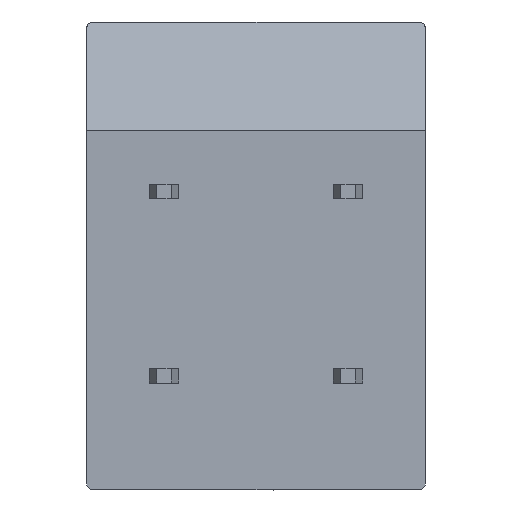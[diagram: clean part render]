
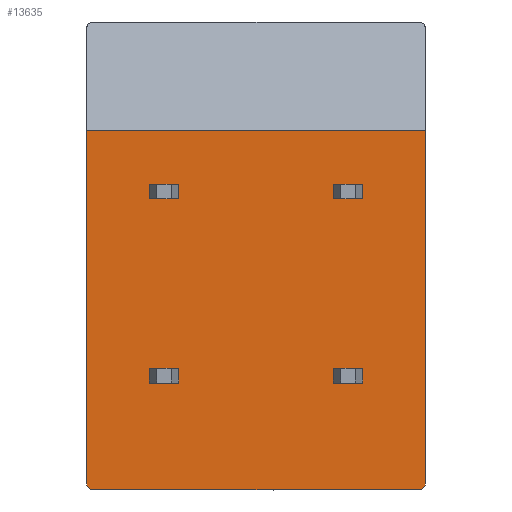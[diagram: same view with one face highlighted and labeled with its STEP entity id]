
A CAD part, left-side view. The second image highlights one B-rep face of the part: STEP entity #13635.
In plain terms, the highlighted planar face has unit normal (-1, 0, 0).
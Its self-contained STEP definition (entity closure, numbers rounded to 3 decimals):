
#481=CIRCLE('',#14383,0.2);
#489=CIRCLE('',#14418,0.2);
#2861=ORIENTED_EDGE('',*,*,#4709,.F.);
#2862=ORIENTED_EDGE('',*,*,#4789,.F.);
#2863=ORIENTED_EDGE('',*,*,#4790,.T.);
#2864=ORIENTED_EDGE('',*,*,#4791,.F.);
#2865=ORIENTED_EDGE('',*,*,#4792,.F.);
#2866=ORIENTED_EDGE('',*,*,#4729,.F.);
#2867=ORIENTED_EDGE('',*,*,#4679,.F.);
#2868=ORIENTED_EDGE('',*,*,#3689,.T.);
#2869=ORIENTED_EDGE('',*,*,#4683,.T.);
#2870=ORIENTED_EDGE('',*,*,#4681,.T.);
#2871=ORIENTED_EDGE('',*,*,#4793,.F.);
#2872=ORIENTED_EDGE('',*,*,#4794,.T.);
#2873=ORIENTED_EDGE('',*,*,#4795,.T.);
#2874=ORIENTED_EDGE('',*,*,#4796,.T.);
#2875=ORIENTED_EDGE('',*,*,#4797,.F.);
#2876=ORIENTED_EDGE('',*,*,#4798,.T.);
#2877=ORIENTED_EDGE('',*,*,#4799,.T.);
#2878=ORIENTED_EDGE('',*,*,#4800,.T.);
#2879=ORIENTED_EDGE('',*,*,#3685,.T.);
#2880=ORIENTED_EDGE('',*,*,#4678,.T.);
#2881=ORIENTED_EDGE('',*,*,#4676,.T.);
#2882=ORIENTED_EDGE('',*,*,#4674,.F.);
#3685=EDGE_CURVE('',#5167,#5168,#6148,.T.);
#3689=EDGE_CURVE('',#5171,#5172,#6152,.T.);
#4674=EDGE_CURVE('',#5167,#5832,#6768,.T.);
#4676=EDGE_CURVE('',#5833,#5832,#6770,.T.);
#4678=EDGE_CURVE('',#5168,#5833,#6772,.T.);
#4679=EDGE_CURVE('',#5171,#5834,#6773,.T.);
#4681=EDGE_CURVE('',#5835,#5834,#6775,.T.);
#4683=EDGE_CURVE('',#5172,#5835,#6777,.T.);
#4709=EDGE_CURVE('',#5853,#5855,#6791,.T.);
#4729=EDGE_CURVE('',#5855,#5867,#481,.T.);
#4789=EDGE_CURVE('',#5909,#5853,#6848,.T.);
#4790=EDGE_CURVE('',#5909,#5910,#6849,.T.);
#4791=EDGE_CURVE('',#5911,#5910,#489,.T.);
#4792=EDGE_CURVE('',#5867,#5911,#6850,.T.);
#4793=EDGE_CURVE('',#5912,#5913,#6851,.T.);
#4794=EDGE_CURVE('',#5912,#5914,#6852,.T.);
#4795=EDGE_CURVE('',#5914,#5915,#6853,.T.);
#4796=EDGE_CURVE('',#5915,#5913,#6854,.T.);
#4797=EDGE_CURVE('',#5916,#5917,#6855,.T.);
#4798=EDGE_CURVE('',#5916,#5918,#6856,.T.);
#4799=EDGE_CURVE('',#5918,#5919,#6857,.T.);
#4800=EDGE_CURVE('',#5919,#5917,#6858,.T.);
#5167=VERTEX_POINT('',#17301);
#5168=VERTEX_POINT('',#17302);
#5171=VERTEX_POINT('',#17310);
#5172=VERTEX_POINT('',#17311);
#5832=VERTEX_POINT('',#19781);
#5833=VERTEX_POINT('',#19785);
#5834=VERTEX_POINT('',#19791);
#5835=VERTEX_POINT('',#19795);
#5853=VERTEX_POINT('',#19921);
#5855=VERTEX_POINT('',#19924);
#5867=VERTEX_POINT('',#19966);
#5909=VERTEX_POINT('',#20093);
#5910=VERTEX_POINT('',#20095);
#5911=VERTEX_POINT('',#20097);
#5912=VERTEX_POINT('',#20100);
#5913=VERTEX_POINT('',#20101);
#5914=VERTEX_POINT('',#20103);
#5915=VERTEX_POINT('',#20105);
#5916=VERTEX_POINT('',#20108);
#5917=VERTEX_POINT('',#20109);
#5918=VERTEX_POINT('',#20111);
#5919=VERTEX_POINT('',#20113);
#6148=LINE('',#17300,#7114);
#6152=LINE('',#17309,#7118);
#6768=LINE('',#19780,#7734);
#6770=LINE('',#19784,#7736);
#6772=LINE('',#19788,#7738);
#6773=LINE('',#19790,#7739);
#6775=LINE('',#19794,#7741);
#6777=LINE('',#19798,#7743);
#6791=LINE('',#19923,#7757);
#6848=LINE('',#20092,#7814);
#6849=LINE('',#20094,#7815);
#6850=LINE('',#20098,#7816);
#6851=LINE('',#20099,#7817);
#6852=LINE('',#20102,#7818);
#6853=LINE('',#20104,#7819);
#6854=LINE('',#20106,#7820);
#6855=LINE('',#20107,#7821);
#6856=LINE('',#20110,#7822);
#6857=LINE('',#20112,#7823);
#6858=LINE('',#20114,#7824);
#7114=VECTOR('',#14638,1000.);
#7118=VECTOR('',#14644,1000.);
#7734=VECTOR('',#16402,1000.);
#7736=VECTOR('',#16406,1000.);
#7738=VECTOR('',#16410,1000.);
#7739=VECTOR('',#16413,1000.);
#7741=VECTOR('',#16417,1000.);
#7743=VECTOR('',#16421,1000.);
#7757=VECTOR('',#16451,1000.);
#7814=VECTOR('',#16600,1000.);
#7815=VECTOR('',#16601,1000.);
#7816=VECTOR('',#16604,1000.);
#7817=VECTOR('',#16605,1000.);
#7818=VECTOR('',#16606,1000.);
#7819=VECTOR('',#16607,1000.);
#7820=VECTOR('',#16608,1000.);
#7821=VECTOR('',#16609,1000.);
#7822=VECTOR('',#16610,1000.);
#7823=VECTOR('',#16611,1000.);
#7824=VECTOR('',#16612,1000.);
#8484=EDGE_LOOP('',(#2861,#2862,#2863,#2864,#2865,#2866));
#8485=EDGE_LOOP('',(#2867,#2868,#2869,#2870));
#8486=EDGE_LOOP('',(#2871,#2872,#2873,#2874));
#8487=EDGE_LOOP('',(#2875,#2876,#2877,#2878));
#8488=EDGE_LOOP('',(#2879,#2880,#2881,#2882));
#9041=FACE_BOUND('',#8484,.T.);
#9042=FACE_BOUND('',#8485,.T.);
#9043=FACE_BOUND('',#8486,.T.);
#9044=FACE_BOUND('',#8487,.T.);
#9045=FACE_BOUND('',#8488,.T.);
#9436=PLANE('',#14417);
#13635=ADVANCED_FACE('',(#9041,#9042,#9043,#9044,#9045),#9436,.F.);
#14383=AXIS2_PLACEMENT_3D('',#19967,#16487,#16488);
#14417=AXIS2_PLACEMENT_3D('',#20091,#16598,#16599);
#14418=AXIS2_PLACEMENT_3D('',#20096,#16602,#16603);
#14638=DIRECTION('',(0.,0.,1.));
#14644=DIRECTION('',(0.,0.,1.));
#16402=DIRECTION('',(0.,-1.,0.));
#16406=DIRECTION('',(0.,0.,-1.));
#16410=DIRECTION('',(0.,-1.,0.));
#16413=DIRECTION('',(0.,-1.,0.));
#16417=DIRECTION('',(0.,0.,-1.));
#16421=DIRECTION('',(0.,-1.,0.));
#16451=DIRECTION('',(0.,0.,-1.));
#16487=DIRECTION('',(1.,0.,0.));
#16488=DIRECTION('',(0.,-1.,0.));
#16598=DIRECTION('',(1.,0.,0.));
#16599=DIRECTION('',(0.,0.,-1.));
#16600=DIRECTION('',(0.,-1.,0.));
#16601=DIRECTION('',(0.,0.,-1.));
#16602=DIRECTION('',(1.,0.,0.));
#16603=DIRECTION('',(0.,0.,-1.));
#16604=DIRECTION('',(0.,1.,0.));
#16605=DIRECTION('',(0.,-1.,0.));
#16606=DIRECTION('',(0.,0.,1.));
#16607=DIRECTION('',(0.,-1.,0.));
#16608=DIRECTION('',(0.,0.,-1.));
#16609=DIRECTION('',(0.,-1.,0.));
#16610=DIRECTION('',(0.,0.,1.));
#16611=DIRECTION('',(0.,-1.,0.));
#16612=DIRECTION('',(0.,0.,-1.));
#17300=CARTESIAN_POINT('',(0.,2.5,4.679));
#17301=CARTESIAN_POINT('',(0.,2.5,2.7));
#17302=CARTESIAN_POINT('',(0.,2.5,3.1));
#17309=CARTESIAN_POINT('',(0.,2.5,4.679));
#17310=CARTESIAN_POINT('',(0.,2.5,7.7));
#17311=CARTESIAN_POINT('',(0.,2.5,8.1));
#19780=CARTESIAN_POINT('',(0.,2.3,2.7));
#19781=CARTESIAN_POINT('',(0.,1.7,2.7));
#19784=CARTESIAN_POINT('',(0.,1.7,4.679));
#19785=CARTESIAN_POINT('',(0.,1.7,3.1));
#19788=CARTESIAN_POINT('',(0.,2.3,3.1));
#19790=CARTESIAN_POINT('',(0.,2.3,7.7));
#19791=CARTESIAN_POINT('',(0.,1.7,7.7));
#19794=CARTESIAN_POINT('',(0.,1.7,4.679));
#19795=CARTESIAN_POINT('',(0.,1.7,8.1));
#19798=CARTESIAN_POINT('',(0.,2.3,8.1));
#19921=CARTESIAN_POINT('',(0.,0.,9.558));
#19923=CARTESIAN_POINT('',(0.,0.,9.558));
#19924=CARTESIAN_POINT('',(0.,0.,0.));
#19966=CARTESIAN_POINT('',(0.,0.2,-0.2));
#19967=CARTESIAN_POINT('',(0.,0.2,0.));
#20091=CARTESIAN_POINT('',(0.,-7.7,4.679));
#20092=CARTESIAN_POINT('',(0.,-9.475,9.558));
#20093=CARTESIAN_POINT('',(0.,9.2,9.558));
#20094=CARTESIAN_POINT('',(0.,9.2,9.558));
#20095=CARTESIAN_POINT('',(0.,9.2,0.));
#20096=CARTESIAN_POINT('',(0.,9.,0.));
#20097=CARTESIAN_POINT('',(0.,9.,-0.2));
#20098=CARTESIAN_POINT('',(0.,-9.8,-0.2));
#20099=CARTESIAN_POINT('',(0.,-7.7,7.7));
#20100=CARTESIAN_POINT('',(0.,7.5,7.7));
#20101=CARTESIAN_POINT('',(0.,6.7,7.7));
#20102=CARTESIAN_POINT('',(0.,7.5,4.679));
#20103=CARTESIAN_POINT('',(0.,7.5,8.1));
#20104=CARTESIAN_POINT('',(0.,-7.7,8.1));
#20105=CARTESIAN_POINT('',(0.,6.7,8.1));
#20106=CARTESIAN_POINT('',(0.,6.7,4.679));
#20107=CARTESIAN_POINT('',(0.,-7.7,2.7));
#20108=CARTESIAN_POINT('',(0.,7.5,2.7));
#20109=CARTESIAN_POINT('',(0.,6.7,2.7));
#20110=CARTESIAN_POINT('',(0.,7.5,4.679));
#20111=CARTESIAN_POINT('',(0.,7.5,3.1));
#20112=CARTESIAN_POINT('',(0.,-7.7,3.1));
#20113=CARTESIAN_POINT('',(0.,6.7,3.1));
#20114=CARTESIAN_POINT('',(0.,6.7,4.679));
